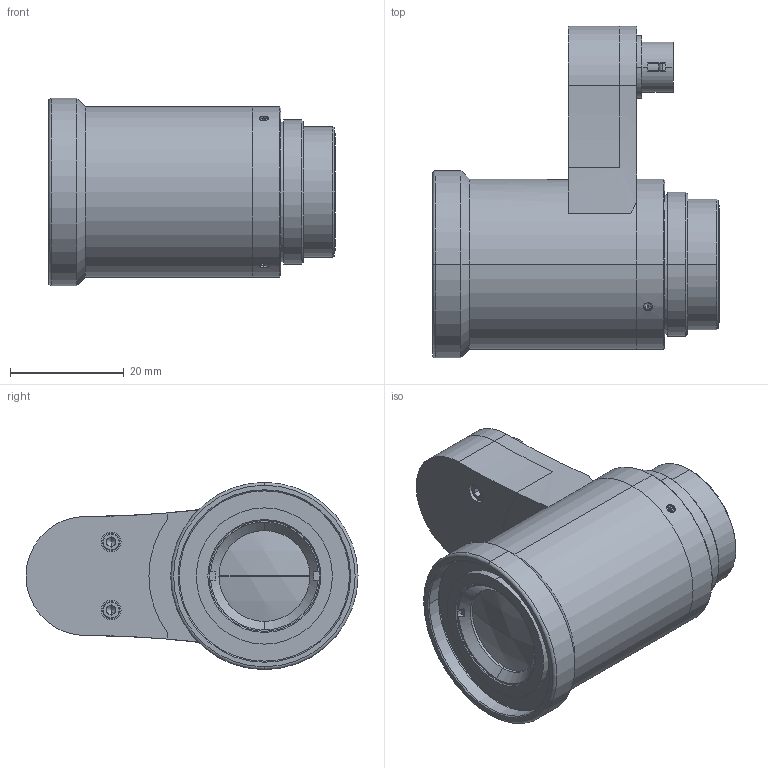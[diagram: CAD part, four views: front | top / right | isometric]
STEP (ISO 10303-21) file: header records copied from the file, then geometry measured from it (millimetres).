
FILE_DESCRIPTION (( 'STEP AP203' ), '1' );
FILE_NAME ('DP30899-A_EL5MP0656.step', '2023-01-30T08:09:07', ( '' ), ( '' ), 'SwSTEP 2.0', 'SolidWorks 2021', '' );
FILE_SCHEMA (( 'CONFIG_CONTROL_DESIGN' ));
Length unit declared in the file: millimetre
Products named in the file (1): DP30899-A_EL5MP0656
Bounding box: 50.53 x 58.5 x 33 mm (x, y, z)
Surface area: 10061.7 mm2 (no closed solid volume)
Topology: 0 solids, 17 shells, 216 faces, 689 edges, 456 vertices
Faces by surface type: plane 84, cylinder 84, cone 38, torus 6, sphere 4
Entity records: 8131 total; most frequent: CARTESIAN_POINT 1907, DIRECTION 1378, ORIENTED_EDGE 1139, EDGE_CURVE 685, AXIS2_PLACEMENT_3D 514, VERTEX_POINT 456, LINE 350, VECTOR 350
